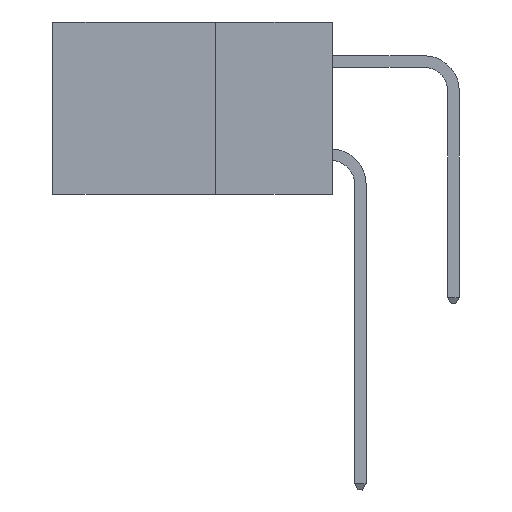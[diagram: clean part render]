
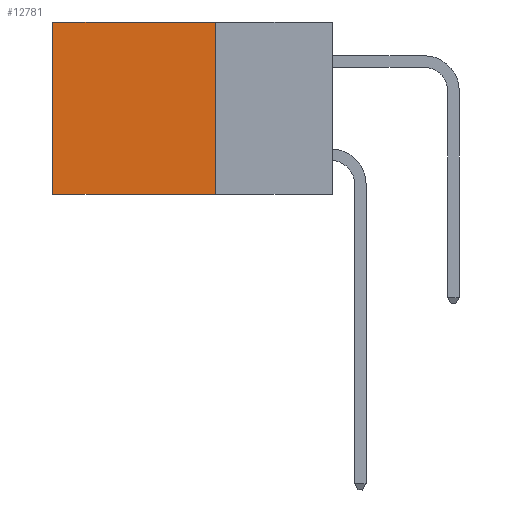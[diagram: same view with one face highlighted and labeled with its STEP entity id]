
A CAD part, left-side view. The second image highlights one B-rep face of the part: STEP entity #12781.
In plain terms, the highlighted planar face has unit normal (-1, 0, 0).
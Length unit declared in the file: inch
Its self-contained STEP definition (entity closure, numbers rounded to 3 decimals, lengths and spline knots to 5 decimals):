
#270 = ORIENTED_EDGE ( 'NONE', *, *, #8002, .T. ) ;
#1439 = EDGE_CURVE ( 'NONE', #14690, #8185, #2289, .T. ) ;
#1801 = VECTOR ( 'NONE', #3687, 39.37008 ) ;
#1990 = VECTOR ( 'NONE', #11271, 39.37008 ) ;
#2187 = EDGE_CURVE ( 'NONE', #14690, #16173, #4244, .T. ) ;
#2244 = ORIENTED_EDGE ( 'NONE', *, *, #1439, .F. ) ;
#2289 = LINE ( 'NONE', #3505, #1990 ) ;
#2959 = VECTOR ( 'NONE', #7748, 39.37008 ) ;
#3174 = EDGE_CURVE ( 'NONE', #8185, #3626, #16786, .T. ) ;
#3437 = AXIS2_PLACEMENT_3D ( 'NONE', #7467, #15420, #4822 ) ;
#3505 = CARTESIAN_POINT ( 'NONE',  ( 0.2615, 0.25, -0.37 ) ) ;
#3626 = VERTEX_POINT ( 'NONE', #6008 ) ;
#3687 = DIRECTION ( 'NONE',  ( 0., 1., 0. ) ) ;
#4130 = CARTESIAN_POINT ( 'NONE',  ( 0.2615, 0.6, 0. ) ) ;
#4244 = LINE ( 'NONE', #8105, #2959 ) ;
#4822 = DIRECTION ( 'NONE',  ( 0., 0., -1. ) ) ;
#4903 = FACE_OUTER_BOUND ( 'NONE', #8562, .T. ) ;
#5065 = CARTESIAN_POINT ( 'NONE',  ( 0.2615, 0.25, -0.37 ) ) ;
#6008 = CARTESIAN_POINT ( 'NONE',  ( 0.2615, 0.6, -0.37 ) ) ;
#7318 = PLANE ( 'NONE',  #3437 ) ;
#7319 = LINE ( 'NONE', #10239, #7601 ) ;
#7467 = CARTESIAN_POINT ( 'NONE',  ( 0.2615, 0.25, -0.37 ) ) ;
#7468 = DIRECTION ( 'NONE',  ( 0., 0., -1. ) ) ;
#7601 = VECTOR ( 'NONE', #7468, 39.37008 ) ;
#7748 = DIRECTION ( 'NONE',  ( 0., 1., 0. ) ) ;
#8002 = EDGE_CURVE ( 'NONE', #16173, #3626, #7319, .T. ) ;
#8105 = CARTESIAN_POINT ( 'NONE',  ( 0.2615, 0.25, 0. ) ) ;
#8185 = VERTEX_POINT ( 'NONE', #13170 ) ;
#8562 = EDGE_LOOP ( 'NONE', ( #270, #13143, #2244, #12002 ) ) ;
#10239 = CARTESIAN_POINT ( 'NONE',  ( 0.2615, 0.6, -0.37 ) ) ;
#11271 = DIRECTION ( 'NONE',  ( 0., 0., -1. ) ) ;
#12002 = ORIENTED_EDGE ( 'NONE', *, *, #2187, .T. ) ;
#12553 = CARTESIAN_POINT ( 'NONE',  ( 0.2615, 0.25, 0. ) ) ;
#12781 = ADVANCED_FACE ( 'NONE', ( #4903 ), #7318, .F. ) ;
#13143 = ORIENTED_EDGE ( 'NONE', *, *, #3174, .F. ) ;
#13170 = CARTESIAN_POINT ( 'NONE',  ( 0.2615, 0.25, -0.37 ) ) ;
#14690 = VERTEX_POINT ( 'NONE', #12553 ) ;
#15420 = DIRECTION ( 'NONE',  ( 1., 0., 0. ) ) ;
#16173 = VERTEX_POINT ( 'NONE', #4130 ) ;
#16786 = LINE ( 'NONE', #5065, #1801 ) ;
